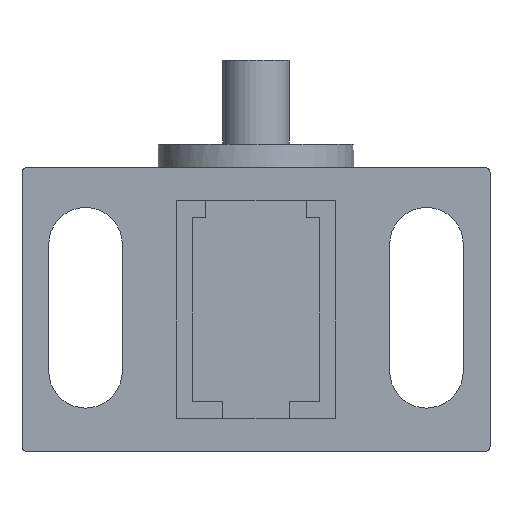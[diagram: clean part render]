
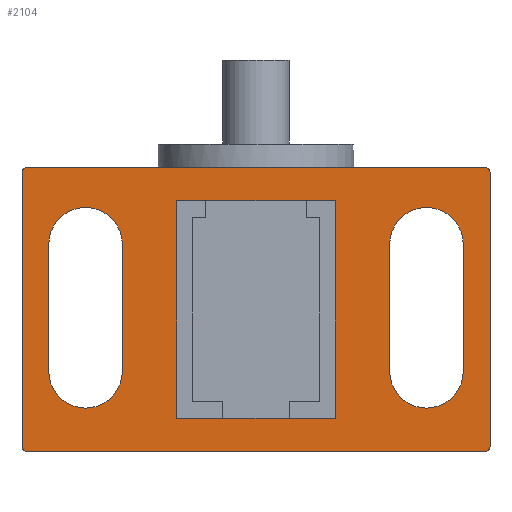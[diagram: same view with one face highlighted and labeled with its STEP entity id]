
A CAD part, front view. The second image highlights one B-rep face of the part: STEP entity #2104.
In plain terms, the highlighted planar face has unit normal (0, -1, 0).
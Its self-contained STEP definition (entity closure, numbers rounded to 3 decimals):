
#1092=CARTESIAN_POINT('',(28.,0.0,15.7));
#1093=VERTEX_POINT('',#1092);
#1100=CARTESIAN_POINT('',(28.,0.0,-0.7));
#1101=VERTEX_POINT('',#1100);
#1102=CARTESIAN_POINT('',(28.,0.0,-0.7));
#1103=DIRECTION('',(0.0,0.0,1.0));
#1104=VECTOR('',#1103,16.4);
#1105=LINE('',#1102,#1104);
#1106=EDGE_CURVE('',#1101,#1093,#1105,.T.);
#1191=CARTESIAN_POINT('',(0.,0.,-0.7));
#1192=VERTEX_POINT('',#1191);
#1199=CARTESIAN_POINT('',(0.,0.,15.7));
#1200=VERTEX_POINT('',#1199);
#1201=CARTESIAN_POINT('',(0.,0.,-0.7));
#1202=DIRECTION('',(0.0,0.0,1.0));
#1203=VECTOR('',#1202,16.4);
#1204=LINE('',#1201,#1203);
#1205=EDGE_CURVE('',#1192,#1200,#1204,.T.);
#1256=CARTESIAN_POINT('',(0.3,0.,-1.0));
#1257=VERTEX_POINT('',#1256);
#1258=CARTESIAN_POINT('',(0.3,0.0,-0.7));
#1259=DIRECTION('',(0.0,1.0,0.0));
#1260=DIRECTION('',(-0.707,0.0,-0.707));
#1261=AXIS2_PLACEMENT_3D('',#1258,#1259,#1260);
#1262=CIRCLE('',#1261,0.3);
#1263=EDGE_CURVE('',#1257,#1192,#1262,.T.);
#1298=CARTESIAN_POINT('',(27.7,0.,-1.0));
#1299=VERTEX_POINT('',#1298);
#1306=CARTESIAN_POINT('',(0.3,0.,-1.0));
#1307=DIRECTION('',(1.0,0.0,0.0));
#1308=VECTOR('',#1307,27.4);
#1309=LINE('',#1306,#1308);
#1310=EDGE_CURVE('',#1257,#1299,#1309,.T.);
#1352=CARTESIAN_POINT('',(0.3,0.,16.0));
#1353=VERTEX_POINT('',#1352);
#1354=CARTESIAN_POINT('',(0.3,0.0,15.7));
#1355=DIRECTION('',(0.0,1.0,0.0));
#1356=DIRECTION('',(-0.707,0.0,0.707));
#1357=AXIS2_PLACEMENT_3D('',#1354,#1355,#1356);
#1358=CIRCLE('',#1357,0.3);
#1359=EDGE_CURVE('',#1200,#1353,#1358,.T.);
#1405=CARTESIAN_POINT('',(27.7,0.,16.0));
#1406=VERTEX_POINT('',#1405);
#1407=CARTESIAN_POINT('',(0.3,0.,16.0));
#1408=DIRECTION('',(1.0,0.0,0.0));
#1409=VECTOR('',#1408,27.4);
#1410=LINE('',#1407,#1409);
#1411=EDGE_CURVE('',#1353,#1406,#1410,.T.);
#1428=CARTESIAN_POINT('',(27.7,0.0,-0.7));
#1429=DIRECTION('',(0.0,1.0,0.0));
#1430=DIRECTION('',(0.707,0.0,-0.707));
#1431=AXIS2_PLACEMENT_3D('',#1428,#1429,#1430);
#1432=CIRCLE('',#1431,0.3);
#1433=EDGE_CURVE('',#1101,#1299,#1432,.T.);
#1448=CARTESIAN_POINT('',(27.7,0.0,15.7));
#1449=DIRECTION('',(0.0,1.0,0.0));
#1450=DIRECTION('',(0.707,0.0,0.707));
#1451=AXIS2_PLACEMENT_3D('',#1448,#1449,#1450);
#1452=CIRCLE('',#1451,0.3);
#1453=EDGE_CURVE('',#1406,#1093,#1452,.T.);
#1464=CARTESIAN_POINT('',(9.25,0.0,1.));
#1465=VERTEX_POINT('',#1464);
#1466=CARTESIAN_POINT('',(9.25,0.0,14.));
#1467=VERTEX_POINT('',#1466);
#1468=CARTESIAN_POINT('',(9.25,0.0,1.));
#1469=DIRECTION('',(0.0,0.0,1.0));
#1470=VECTOR('',#1469,13.);
#1471=LINE('',#1468,#1470);
#1472=EDGE_CURVE('',#1465,#1467,#1471,.T.);
#1537=CARTESIAN_POINT('',(18.75,0.0,1.));
#1538=VERTEX_POINT('',#1537);
#1539=CARTESIAN_POINT('',(18.75,0.0,1.));
#1540=DIRECTION('',(-1.0,0.0,0.0));
#1541=VECTOR('',#1540,9.5);
#1542=LINE('',#1539,#1541);
#1543=EDGE_CURVE('',#1538,#1465,#1542,.T.);
#1567=CARTESIAN_POINT('',(18.75,0.0,14.));
#1568=VERTEX_POINT('',#1567);
#1569=CARTESIAN_POINT('',(18.75,0.0,14.));
#1570=DIRECTION('',(0.0,0.0,-1.0));
#1571=VECTOR('',#1570,13.0);
#1572=LINE('',#1569,#1571);
#1573=EDGE_CURVE('',#1568,#1538,#1572,.T.);
#1631=CARTESIAN_POINT('',(9.25,0.0,14.));
#1632=DIRECTION('',(1.0,0.0,0.0));
#1633=VECTOR('',#1632,9.5);
#1634=LINE('',#1631,#1633);
#1635=EDGE_CURVE('',#1467,#1568,#1634,.T.);
#1880=CARTESIAN_POINT('',(22.,0.0,3.8));
#1881=VERTEX_POINT('',#1880);
#1882=CARTESIAN_POINT('',(22.0,0.0,11.4));
#1883=VERTEX_POINT('',#1882);
#1884=CARTESIAN_POINT('',(22.,0.0,3.8));
#1885=DIRECTION('',(0.0,0.0,1.0));
#1886=VECTOR('',#1885,7.6);
#1887=LINE('',#1884,#1886);
#1888=EDGE_CURVE('',#1881,#1883,#1887,.T.);
#1911=CARTESIAN_POINT('',(26.4,0.0,11.4));
#1912=VERTEX_POINT('',#1911);
#1913=CARTESIAN_POINT('',(24.2,0.,11.4));
#1914=DIRECTION('',(0.0,1.0,0.0));
#1915=DIRECTION('',(-1.0,0.0,0.0));
#1916=AXIS2_PLACEMENT_3D('',#1913,#1914,#1915);
#1917=CIRCLE('',#1916,2.2);
#1918=EDGE_CURVE('',#1883,#1912,#1917,.T.);
#1936=CARTESIAN_POINT('',(26.4,0.0,3.8));
#1937=VERTEX_POINT('',#1936);
#1938=CARTESIAN_POINT('',(26.4,0.0,11.4));
#1939=DIRECTION('',(0.0,0.0,-1.0));
#1940=VECTOR('',#1939,7.6);
#1941=LINE('',#1938,#1940);
#1942=EDGE_CURVE('',#1912,#1937,#1941,.T.);
#1960=CARTESIAN_POINT('',(24.2,0.,3.8));
#1961=DIRECTION('',(0.0,1.0,0.0));
#1962=DIRECTION('',(-1.0,0.0,0.0));
#1963=AXIS2_PLACEMENT_3D('',#1960,#1961,#1962);
#1964=CIRCLE('',#1963,2.2);
#1965=EDGE_CURVE('',#1937,#1881,#1964,.T.);
#1978=CARTESIAN_POINT('',(6.,0.0,11.4));
#1979=VERTEX_POINT('',#1978);
#1980=CARTESIAN_POINT('',(6.,0.0,3.8));
#1981=VERTEX_POINT('',#1980);
#1982=CARTESIAN_POINT('',(6.,0.0,11.4));
#1983=DIRECTION('',(0.0,0.0,-1.0));
#1984=VECTOR('',#1983,7.6);
#1985=LINE('',#1982,#1984);
#1986=EDGE_CURVE('',#1979,#1981,#1985,.T.);
#2009=CARTESIAN_POINT('',(1.6,0.0,3.8));
#2010=VERTEX_POINT('',#2009);
#2011=CARTESIAN_POINT('',(3.8,0.,3.8));
#2012=DIRECTION('',(0.0,1.0,0.0));
#2013=DIRECTION('',(1.0,0.0,0.0));
#2014=AXIS2_PLACEMENT_3D('',#2011,#2012,#2013);
#2015=CIRCLE('',#2014,2.2);
#2016=EDGE_CURVE('',#1981,#2010,#2015,.T.);
#2034=CARTESIAN_POINT('',(1.6,0.0,11.4));
#2035=VERTEX_POINT('',#2034);
#2036=CARTESIAN_POINT('',(1.6,0.0,3.8));
#2037=DIRECTION('',(0.0,0.0,1.0));
#2038=VECTOR('',#2037,7.6);
#2039=LINE('',#2036,#2038);
#2040=EDGE_CURVE('',#2010,#2035,#2039,.T.);
#2058=CARTESIAN_POINT('',(3.8,0.,11.4));
#2059=DIRECTION('',(0.0,1.0,0.0));
#2060=DIRECTION('',(1.0,0.0,0.0));
#2061=AXIS2_PLACEMENT_3D('',#2058,#2059,#2060);
#2062=CIRCLE('',#2061,2.2);
#2063=EDGE_CURVE('',#2035,#1979,#2062,.T.);
#2071=CARTESIAN_POINT('',(0.0,0.0,0.0));
#2072=DIRECTION('',(0.0,-1.0,0.0));
#2073=DIRECTION('',(1.0,0.0,0.0));
#2074=AXIS2_PLACEMENT_3D('',#2071,#2072,#2073);
#2075=PLANE('',#2074);
#2076=ORIENTED_EDGE('',*,*,#1263,.F.);
#2077=ORIENTED_EDGE('',*,*,#1310,.T.);
#2078=ORIENTED_EDGE('',*,*,#1433,.F.);
#2079=ORIENTED_EDGE('',*,*,#1106,.T.);
#2080=ORIENTED_EDGE('',*,*,#1453,.F.);
#2081=ORIENTED_EDGE('',*,*,#1411,.F.);
#2082=ORIENTED_EDGE('',*,*,#1359,.F.);
#2083=ORIENTED_EDGE('',*,*,#1205,.F.);
#2084=EDGE_LOOP('',(#2076,#2077,#2078,#2079,#2080,#2081,#2082,#2083));
#2085=FACE_OUTER_BOUND('',#2084,.T.);
#2086=ORIENTED_EDGE('',*,*,#1472,.T.);
#2087=ORIENTED_EDGE('',*,*,#1635,.T.);
#2088=ORIENTED_EDGE('',*,*,#1573,.T.);
#2089=ORIENTED_EDGE('',*,*,#1543,.T.);
#2090=EDGE_LOOP('',(#2086,#2087,#2088,#2089));
#2091=FACE_BOUND('',#2090,.T.);
#2092=ORIENTED_EDGE('',*,*,#1942,.T.);
#2093=ORIENTED_EDGE('',*,*,#1965,.T.);
#2094=ORIENTED_EDGE('',*,*,#1888,.T.);
#2095=ORIENTED_EDGE('',*,*,#1918,.T.);
#2096=EDGE_LOOP('',(#2092,#2093,#2094,#2095));
#2097=FACE_BOUND('',#2096,.T.);
#2098=ORIENTED_EDGE('',*,*,#2040,.T.);
#2099=ORIENTED_EDGE('',*,*,#2063,.T.);
#2100=ORIENTED_EDGE('',*,*,#1986,.T.);
#2101=ORIENTED_EDGE('',*,*,#2016,.T.);
#2102=EDGE_LOOP('',(#2098,#2099,#2100,#2101));
#2103=FACE_BOUND('',#2102,.T.);
#2104=ADVANCED_FACE('',(#2085,#2091,#2097,#2103),#2075,.T.);
